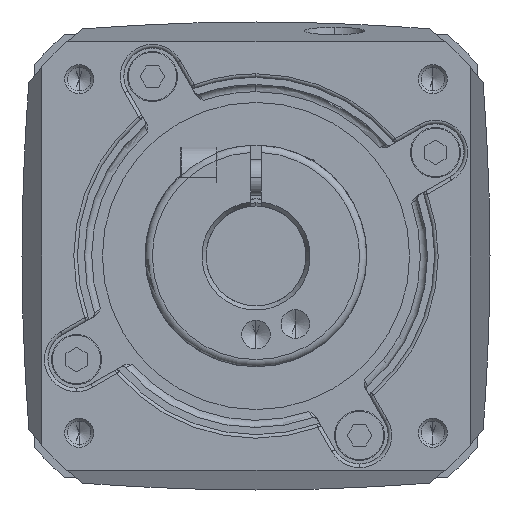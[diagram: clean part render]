
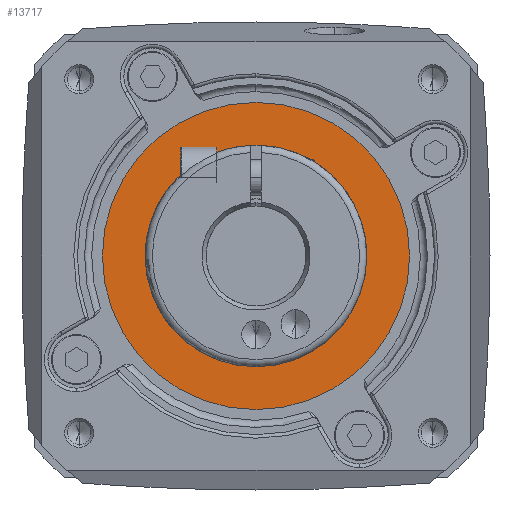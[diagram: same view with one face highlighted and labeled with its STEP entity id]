
A CAD part, left-side view. The second image highlights one B-rep face of the part: STEP entity #13717.
In plain terms, the highlighted planar face has unit normal (-1, 0, 0).
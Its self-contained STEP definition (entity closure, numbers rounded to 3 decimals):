
#56 = CIRCLE ( 'NONE', #12912, 21.5 ) ;
#119 = DIRECTION ( 'NONE',  ( -1., 0., 0. ) ) ;
#196 = CARTESIAN_POINT ( 'NONE',  ( -73., 0., 0. ) ) ;
#495 = DIRECTION ( 'NONE',  ( 0., 0., 1. ) ) ;
#672 = CARTESIAN_POINT ( 'NONE',  ( -73., 0., 10. ) ) ;
#1091 = DIRECTION ( 'NONE',  ( 0., 0., 1. ) ) ;
#1138 = DIRECTION ( 'NONE',  ( -1., 0., 0. ) ) ;
#1473 = VERTEX_POINT ( 'NONE', #13139 ) ;
#2385 = CARTESIAN_POINT ( 'NONE',  ( -73., 0., 0. ) ) ;
#2729 = CARTESIAN_POINT ( 'NONE',  ( -73., 0., 0. ) ) ;
#3534 = VERTEX_POINT ( 'NONE', #672 ) ;
#3617 = EDGE_LOOP ( 'NONE', ( #9655, #9502 ) ) ;
#4042 = CIRCLE ( 'NONE', #15757, 10. ) ;
#4146 = AXIS2_PLACEMENT_3D ( 'NONE', #2385, #1138, #1091 ) ;
#4741 = VERTEX_POINT ( 'NONE', #9396 ) ;
#5243 = DIRECTION ( 'NONE',  ( 0., 0., 1. ) ) ;
#5368 = DIRECTION ( 'NONE',  ( 0., 0., 1. ) ) ;
#6085 = EDGE_CURVE ( 'NONE', #4741, #11607, #56, .T. ) ;
#6464 = ORIENTED_EDGE ( 'NONE', *, *, #6085, .T. ) ;
#8127 = AXIS2_PLACEMENT_3D ( 'NONE', #8779, #119, #495 ) ;
#8779 = CARTESIAN_POINT ( 'NONE',  ( -73., 0., 0. ) ) ;
#9183 = DIRECTION ( 'NONE',  ( 1., 0., 0. ) ) ;
#9225 = EDGE_CURVE ( 'NONE', #3534, #1473, #4042, .T. ) ;
#9282 = PLANE ( 'NONE',  #9571 ) ;
#9396 = CARTESIAN_POINT ( 'NONE',  ( -73., 0., 21.5 ) ) ;
#9502 = ORIENTED_EDGE ( 'NONE', *, *, #10126, .F. ) ;
#9571 = AXIS2_PLACEMENT_3D ( 'NONE', #10315, #9183, #10476 ) ;
#9655 = ORIENTED_EDGE ( 'NONE', *, *, #9225, .F. ) ;
#10126 = EDGE_CURVE ( 'NONE', #1473, #3534, #16032, .T. ) ;
#10315 = CARTESIAN_POINT ( 'NONE',  ( -73., 21.5, 0. ) ) ;
#10412 = ORIENTED_EDGE ( 'NONE', *, *, #15385, .T. ) ;
#10476 = DIRECTION ( 'NONE',  ( 0., 0., -1. ) ) ;
#11416 = DIRECTION ( 'NONE',  ( -1., 0., 0. ) ) ;
#11607 = VERTEX_POINT ( 'NONE', #12459 ) ;
#12255 = FACE_BOUND ( 'NONE', #3617, .T. ) ;
#12409 = CIRCLE ( 'NONE', #8127, 21.5 ) ;
#12459 = CARTESIAN_POINT ( 'NONE',  ( -73., 0., -21.5 ) ) ;
#12912 = AXIS2_PLACEMENT_3D ( 'NONE', #2729, #11416, #5243 ) ;
#13139 = CARTESIAN_POINT ( 'NONE',  ( -73., 0., -10. ) ) ;
#13364 = EDGE_LOOP ( 'NONE', ( #6464, #10412 ) ) ;
#13717 = ADVANCED_FACE ( 'NONE', ( #12255, #15171 ), #9282, .F. ) ;
#15171 = FACE_OUTER_BOUND ( 'NONE', #13364, .T. ) ;
#15194 = DIRECTION ( 'NONE',  ( -1., 0., 0. ) ) ;
#15385 = EDGE_CURVE ( 'NONE', #11607, #4741, #12409, .T. ) ;
#15757 = AXIS2_PLACEMENT_3D ( 'NONE', #196, #15194, #5368 ) ;
#16032 = CIRCLE ( 'NONE', #4146, 10. ) ;
